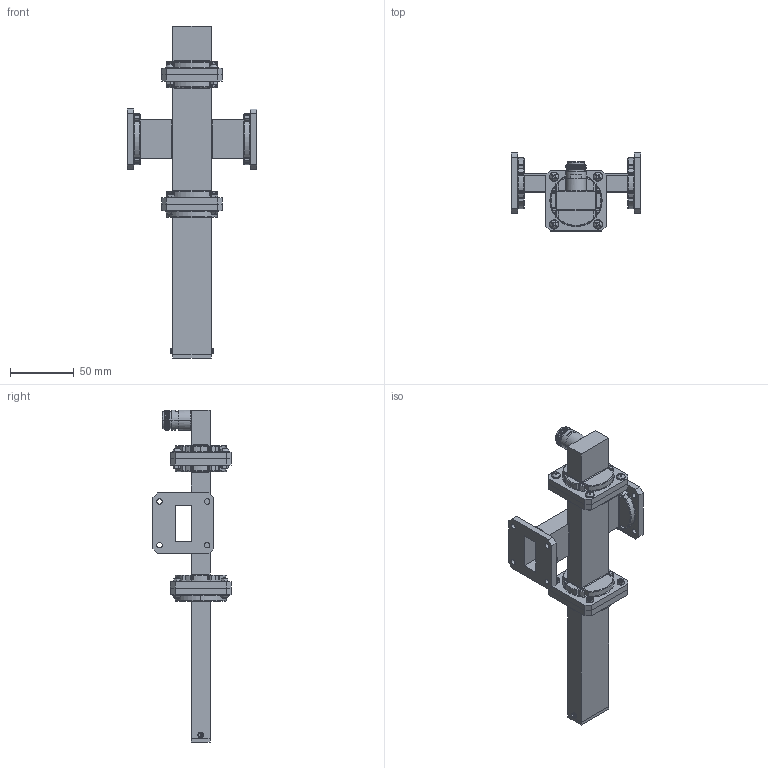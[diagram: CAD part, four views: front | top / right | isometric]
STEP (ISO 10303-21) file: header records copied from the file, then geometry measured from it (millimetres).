
FILE_DESCRIPTION (( 'STEP AP214' ), '1' );
FILE_NAME ('PEWCT1092.STEP', '2017-06-29T15:09:36', ( '' ), ( '' ), 'SwSTEP 2.0', 'SolidWorks 2014', '' );
FILE_SCHEMA (( 'AUTOMOTIVE_DESIGN' ));
Length unit declared in the file: inch
Products named in the file (9): PEWCT1092; Copy of M3 ROUND HD SCREW^PEWCT1028; Copy of M3 ROUND HD SCREW^PEWCT1092; Copy of Nut^PEWCT1028; PEWCA1012; Copy of Nut^PEWCT1092; PEWCT1028; PEWTR1008; PEWCP1063
Assembly tree (20 placements, depth 3):
  PEWCT1092
    PEWCT1028
      PEWCP1063
      Copy of M3 ROUND HD SCREW^PEWCT1028  x4
      Copy of Nut^PEWCT1028  x4
      PEWTR1008
    PEWCA1012
    Copy of M3 ROUND HD SCREW^PEWCT1092  x4
    Copy of Nut^PEWCT1092  x4
Bounding box: 101.6 x 61.26 x 260.35 mm (x, y, z)
Volume: 112751.5 mm3; surface area: 95353.9 mm2
Topology: 20 solids, 20 shells, 2032 faces, 5023 edges, 2968 vertices
Faces by surface type: cylinder 839, plane 506, cone 378, torus 122, sphere 110, bspline 77
Entity records: 43131 total; most frequent: CARTESIAN_POINT 13980, DIRECTION 6085, ORIENTED_EDGE 5654, EDGE_CURVE 2827, AXIS2_PLACEMENT_3D 2426, VERTEX_POINT 1670, EDGE_LOOP 1271, CIRCLE 1233
